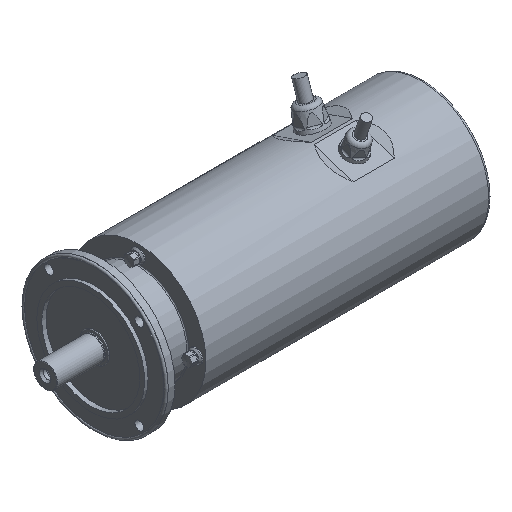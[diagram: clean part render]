
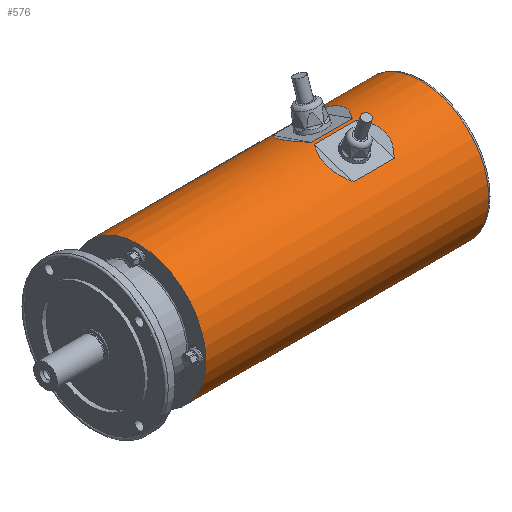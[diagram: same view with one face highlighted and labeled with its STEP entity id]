
A CAD part, isometric view. The second image highlights one B-rep face of the part: STEP entity #576.
In plain terms, the highlighted cylindrical face has radius 69 mm (diameter 138 mm), a full revolution.
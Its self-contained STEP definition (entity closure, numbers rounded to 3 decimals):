
#350=ELLIPSE('',#2562,201.743,69.);
#351=ELLIPSE('',#2565,201.743,69.);
#352=ELLIPSE('',#2567,201.743,69.);
#353=ELLIPSE('',#2570,201.743,69.);
#576=ADVANCED_FACE('',(#1058,#1059,#1060,#1061),#691,.T.);
#691=CYLINDRICAL_SURFACE('',#2572,69.);
#831=LINE('',#4017,#923);
#832=LINE('',#4019,#924);
#835=LINE('',#4030,#927);
#836=LINE('',#4032,#928);
#923=VECTOR('',#3025,1.);
#924=VECTOR('',#3026,1.);
#927=VECTOR('',#3039,1.);
#928=VECTOR('',#3040,1.);
#1058=FACE_BOUND('',#1212,.T.);
#1059=FACE_BOUND('',#1213,.T.);
#1060=FACE_BOUND('',#1214,.T.);
#1061=FACE_BOUND('',#1215,.T.);
#1212=EDGE_LOOP('',(#1588));
#1213=EDGE_LOOP('',(#1589,#1590,#1591,#1592));
#1214=EDGE_LOOP('',(#1593,#1594,#1595,#1596));
#1215=EDGE_LOOP('',(#1597));
#1588=ORIENTED_EDGE('',*,*,#2211,.F.);
#1589=ORIENTED_EDGE('',*,*,#2230,.F.);
#1590=ORIENTED_EDGE('',*,*,#2228,.F.);
#1591=ORIENTED_EDGE('',*,*,#2226,.F.);
#1592=ORIENTED_EDGE('',*,*,#2227,.F.);
#1593=ORIENTED_EDGE('',*,*,#2224,.F.);
#1594=ORIENTED_EDGE('',*,*,#2222,.F.);
#1595=ORIENTED_EDGE('',*,*,#2220,.F.);
#1596=ORIENTED_EDGE('',*,*,#2221,.F.);
#1597=ORIENTED_EDGE('',*,*,#2218,.T.);
#1994=VERTEX_POINT('',#3962);
#2001=VERTEX_POINT('',#4010);
#2002=VERTEX_POINT('',#4013);
#2003=VERTEX_POINT('',#4014);
#2004=VERTEX_POINT('',#4018);
#2005=VERTEX_POINT('',#4020);
#2006=VERTEX_POINT('',#4026);
#2007=VERTEX_POINT('',#4027);
#2008=VERTEX_POINT('',#4031);
#2009=VERTEX_POINT('',#4033);
#2211=EDGE_CURVE('',#1994,#1994,#2396,.T.);
#2218=EDGE_CURVE('',#2001,#2001,#2403,.T.);
#2220=EDGE_CURVE('',#2002,#2003,#350,.T.);
#2221=EDGE_CURVE('',#2004,#2002,#831,.T.);
#2222=EDGE_CURVE('',#2003,#2005,#832,.T.);
#2224=EDGE_CURVE('',#2005,#2004,#351,.T.);
#2226=EDGE_CURVE('',#2006,#2007,#352,.T.);
#2227=EDGE_CURVE('',#2008,#2006,#835,.T.);
#2228=EDGE_CURVE('',#2007,#2009,#836,.T.);
#2230=EDGE_CURVE('',#2009,#2008,#353,.T.);
#2396=CIRCLE('',#2547,69.);
#2403=CIRCLE('',#2560,69.);
#2547=AXIS2_PLACEMENT_3D('',#3961,#2990,#2991);
#2560=AXIS2_PLACEMENT_3D('',#4009,#3016,#3017);
#2562=AXIS2_PLACEMENT_3D('',#4015,#3021,#3022);
#2565=AXIS2_PLACEMENT_3D('',#4023,#3030,#3031);
#2567=AXIS2_PLACEMENT_3D('',#4028,#3035,#3036);
#2570=AXIS2_PLACEMENT_3D('',#4036,#3044,#3045);
#2572=AXIS2_PLACEMENT_3D('',#4038,#3048,#3049);
#2990=DIRECTION('',(0.,-1.,0.));
#2991=DIRECTION('',(0.,0.,1.));
#3016=DIRECTION('',(0.,-1.,0.));
#3017=DIRECTION('',(0.,0.,1.));
#3021=DIRECTION('',(0.888,0.342,0.306));
#3022=DIRECTION('',(-0.323,0.94,-0.111));
#3025=DIRECTION('',(0.,-1.,0.));
#3026=DIRECTION('',(0.,1.,0.));
#3030=DIRECTION('',(0.888,-0.342,0.306));
#3031=DIRECTION('',(0.323,0.94,0.111));
#3035=DIRECTION('',(0.888,0.342,-0.306));
#3036=DIRECTION('',(-0.323,0.94,0.111));
#3039=DIRECTION('',(0.,-1.,0.));
#3040=DIRECTION('',(0.,1.,0.));
#3044=DIRECTION('',(0.888,-0.342,-0.306));
#3045=DIRECTION('',(0.323,0.94,-0.111));
#3048=DIRECTION('',(0.,1.,0.));
#3049=DIRECTION('',(0.,0.,1.));
#3961=CARTESIAN_POINT('',(0.,45.,0.));
#3962=CARTESIAN_POINT('',(0.,45.,69.));
#4009=CARTESIAN_POINT('',(0.,333.555,0.));
#4010=CARTESIAN_POINT('',(0.,333.555,69.));
#4013=CARTESIAN_POINT('',(55.453,223.,41.06));
#4014=CARTESIAN_POINT('',(68.977,223.,1.785));
#4015=CARTESIAN_POINT('',(0.,403.784,0.));
#4017=CARTESIAN_POINT('',(55.453,0.,41.06));
#4018=CARTESIAN_POINT('',(55.453,265.,41.06));
#4019=CARTESIAN_POINT('',(68.977,0.,1.785));
#4020=CARTESIAN_POINT('',(68.977,265.,1.785));
#4023=CARTESIAN_POINT('',(0.,84.216,0.));
#4026=CARTESIAN_POINT('',(68.977,223.,-1.785));
#4027=CARTESIAN_POINT('',(55.453,223.,-41.06));
#4028=CARTESIAN_POINT('',(0.,403.784,0.));
#4030=CARTESIAN_POINT('',(68.977,0.,-1.785));
#4031=CARTESIAN_POINT('',(68.977,265.,-1.785));
#4032=CARTESIAN_POINT('',(55.453,0.,-41.06));
#4033=CARTESIAN_POINT('',(55.453,265.,-41.06));
#4036=CARTESIAN_POINT('',(0.,84.216,0.));
#4038=CARTESIAN_POINT('',(0.,0.,0.));
